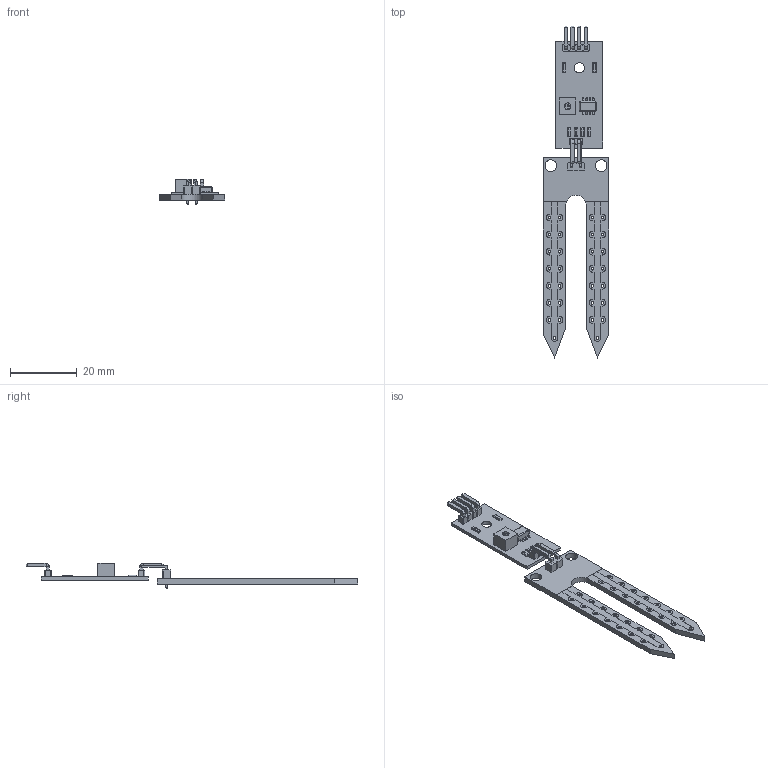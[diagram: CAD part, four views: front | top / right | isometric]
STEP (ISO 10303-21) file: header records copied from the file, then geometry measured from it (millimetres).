
FILE_DESCRIPTION(/* description */ (''),/* implementation_level */ '2;1');
FILE_NAME(/* name */ 'Sensor Complete v2.step',/* time_stamp */ '2019-04-26T11:07:25+01:00',/* author */ ('adamshortuk'),/* organization */ (''),/* preprocessor_version */ 'ST-DEVELOPER v18',/* originating_system */ 'Autodesk Translation Framework v8.2.0.1029',/* authorisation */ '');
FILE_SCHEMA (('AUTOMOTIVE_DESIGN { 1 0 10303 214 3 1 1 }'));
Length unit declared in the file: millimetre
Products named in the file (3): Sensor Complete; Soil-Moisture-Sensor-Probe; soil sensor
Assembly tree (2 placements, depth 2):
  Sensor Complete
    Soil-Moisture-Sensor-Probe
    soil sensor
Bounding box: 19.5 x 99.29 x 7.49 mm (x, y, z)
Volume: 2001.6 mm3; surface area: 3595.1 mm2
Topology: 2 solids, 2 shells, 658 faces, 1761 edges, 1121 vertices
Faces by surface type: plane 433, cylinder 197, torus 16, sphere 12
Full cylindrical faces by diameter (mm): 0.8 x30, 2 x1, 3 x1, 3.5 x2
Entity records: 20848 total; most frequent: CARTESIAN_POINT 3537, DIRECTION 3514, ORIENTED_EDGE 3506, EDGE_CURVE 1753, LINE 1318, VECTOR 1318, VERTEX_POINT 1121, AXIS2_PLACEMENT_3D 1098
